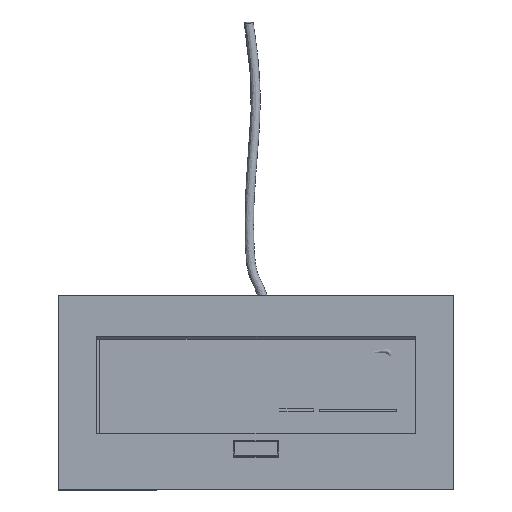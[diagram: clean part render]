
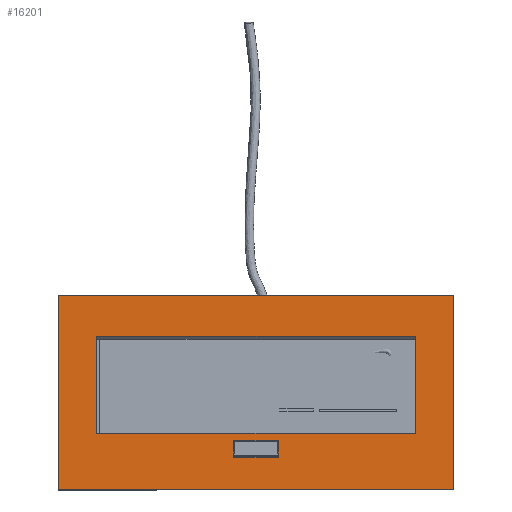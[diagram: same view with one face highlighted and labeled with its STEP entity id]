
A CAD part, top view. The second image highlights one B-rep face of the part: STEP entity #16201.
In plain terms, the highlighted planar face has unit normal (0, 0, 1).
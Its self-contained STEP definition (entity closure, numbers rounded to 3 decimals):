
#668=FACE_BOUND('',#1836,.T.);
#669=FACE_BOUND('',#1837,.T.);
#924=FACE_OUTER_BOUND('',#1835,.T.);
#1835=EDGE_LOOP('',(#11252,#11253,#11254,#11255));
#1836=EDGE_LOOP('',(#11256,#11257,#11258,#11259));
#1837=EDGE_LOOP('',(#11260,#11261,#11262,#11263));
#2880=LINE('',#23644,#4909);
#2897=LINE('',#23678,#4926);
#2899=LINE('',#23682,#4928);
#2900=LINE('',#23684,#4929);
#2902=LINE('',#23689,#4931);
#2905=LINE('',#23694,#4934);
#2907=LINE('',#23698,#4936);
#2908=LINE('',#23700,#4937);
#2910=LINE('',#23705,#4939);
#2912=LINE('',#23709,#4941);
#2914=LINE('',#23713,#4943);
#2916=LINE('',#23716,#4945);
#4909=VECTOR('',#19021,10.);
#4926=VECTOR('',#19058,10.);
#4928=VECTOR('',#19062,10.);
#4929=VECTOR('',#19065,10.);
#4931=VECTOR('',#19069,10.);
#4934=VECTOR('',#19074,10.);
#4936=VECTOR('',#19078,10.);
#4937=VECTOR('',#19081,10.);
#4939=VECTOR('',#19085,10.);
#4941=VECTOR('',#19089,10.);
#4943=VECTOR('',#19093,10.);
#4945=VECTOR('',#19097,10.);
#6900=VERTEX_POINT('',#23637);
#6903=VERTEX_POINT('',#23642);
#6910=VERTEX_POINT('',#23676);
#6911=VERTEX_POINT('',#23680);
#6912=VERTEX_POINT('',#23686);
#6913=VERTEX_POINT('',#23688);
#6914=VERTEX_POINT('',#23692);
#6915=VERTEX_POINT('',#23696);
#6916=VERTEX_POINT('',#23702);
#6917=VERTEX_POINT('',#23704);
#6918=VERTEX_POINT('',#23708);
#6919=VERTEX_POINT('',#23712);
#8545=EDGE_CURVE('',#6903,#6900,#2880,.T.);
#8562=EDGE_CURVE('',#6903,#6910,#2897,.T.);
#8564=EDGE_CURVE('',#6910,#6911,#2899,.T.);
#8565=EDGE_CURVE('',#6911,#6900,#2900,.T.);
#8567=EDGE_CURVE('',#6913,#6912,#2902,.T.);
#8570=EDGE_CURVE('',#6912,#6914,#2905,.T.);
#8572=EDGE_CURVE('',#6914,#6915,#2907,.T.);
#8573=EDGE_CURVE('',#6915,#6913,#2908,.T.);
#8575=EDGE_CURVE('',#6917,#6916,#2910,.T.);
#8577=EDGE_CURVE('',#6918,#6917,#2912,.T.);
#8579=EDGE_CURVE('',#6919,#6918,#2914,.T.);
#8581=EDGE_CURVE('',#6916,#6919,#2916,.T.);
#11252=ORIENTED_EDGE('',*,*,#8581,.T.);
#11253=ORIENTED_EDGE('',*,*,#8579,.T.);
#11254=ORIENTED_EDGE('',*,*,#8577,.T.);
#11255=ORIENTED_EDGE('',*,*,#8575,.T.);
#11256=ORIENTED_EDGE('',*,*,#8562,.T.);
#11257=ORIENTED_EDGE('',*,*,#8564,.T.);
#11258=ORIENTED_EDGE('',*,*,#8565,.T.);
#11259=ORIENTED_EDGE('',*,*,#8545,.F.);
#11260=ORIENTED_EDGE('',*,*,#8567,.T.);
#11261=ORIENTED_EDGE('',*,*,#8570,.T.);
#11262=ORIENTED_EDGE('',*,*,#8572,.T.);
#11263=ORIENTED_EDGE('',*,*,#8573,.T.);
#15437=PLANE('',#17459);
#16201=ADVANCED_FACE('',(#924,#668,#669),#15437,.T.);
#17459=AXIS2_PLACEMENT_3D('',#23717,#19098,#19099);
#19021=DIRECTION('',(-1.,0.,0.));
#19058=DIRECTION('',(0.,-1.,0.));
#19062=DIRECTION('',(-1.,0.,0.));
#19065=DIRECTION('',(0.,1.,0.));
#19069=DIRECTION('',(0.,-1.,0.));
#19074=DIRECTION('',(-1.,0.,0.));
#19078=DIRECTION('',(0.,1.,0.));
#19081=DIRECTION('',(1.,0.,0.));
#19085=DIRECTION('',(0.,1.,0.));
#19089=DIRECTION('',(1.,0.,0.));
#19093=DIRECTION('',(0.,-1.,0.));
#19097=DIRECTION('',(-1.,0.,0.));
#19098=DIRECTION('center_axis',(0.,0.,1.));
#19099=DIRECTION('ref_axis',(1.,0.,0.));
#23637=CARTESIAN_POINT('',(-106.5,38.,68.));
#23642=CARTESIAN_POINT('',(106.5,38.,68.));
#23644=CARTESIAN_POINT('',(53.25,38.,68.));
#23676=CARTESIAN_POINT('',(106.5,-27.,68.));
#23678=CARTESIAN_POINT('',(106.5,-13.5,68.));
#23680=CARTESIAN_POINT('',(-106.5,-27.,68.));
#23682=CARTESIAN_POINT('',(-53.25,-27.,68.));
#23684=CARTESIAN_POINT('',(-106.5,18.,68.));
#23686=CARTESIAN_POINT('',(15.,-43.,68.));
#23688=CARTESIAN_POINT('',(15.,-32.,68.));
#23689=CARTESIAN_POINT('',(15.,-21.5,68.));
#23692=CARTESIAN_POINT('',(-15.,-43.,68.));
#23694=CARTESIAN_POINT('',(-7.5,-43.,68.));
#23696=CARTESIAN_POINT('',(-15.,-32.,68.));
#23698=CARTESIAN_POINT('',(-15.,-16.,68.));
#23700=CARTESIAN_POINT('',(7.5,-32.,68.));
#23702=CARTESIAN_POINT('',(132.5,65.,68.));
#23704=CARTESIAN_POINT('',(132.5,-65.,68.));
#23705=CARTESIAN_POINT('',(132.5,65.,68.));
#23708=CARTESIAN_POINT('',(-132.5,-65.,68.));
#23709=CARTESIAN_POINT('',(132.5,-65.,68.));
#23712=CARTESIAN_POINT('',(-132.5,65.,68.));
#23713=CARTESIAN_POINT('',(-132.5,-65.,68.));
#23716=CARTESIAN_POINT('',(-132.5,65.,68.));
#23717=CARTESIAN_POINT('Origin',(0.,0.,68.));
